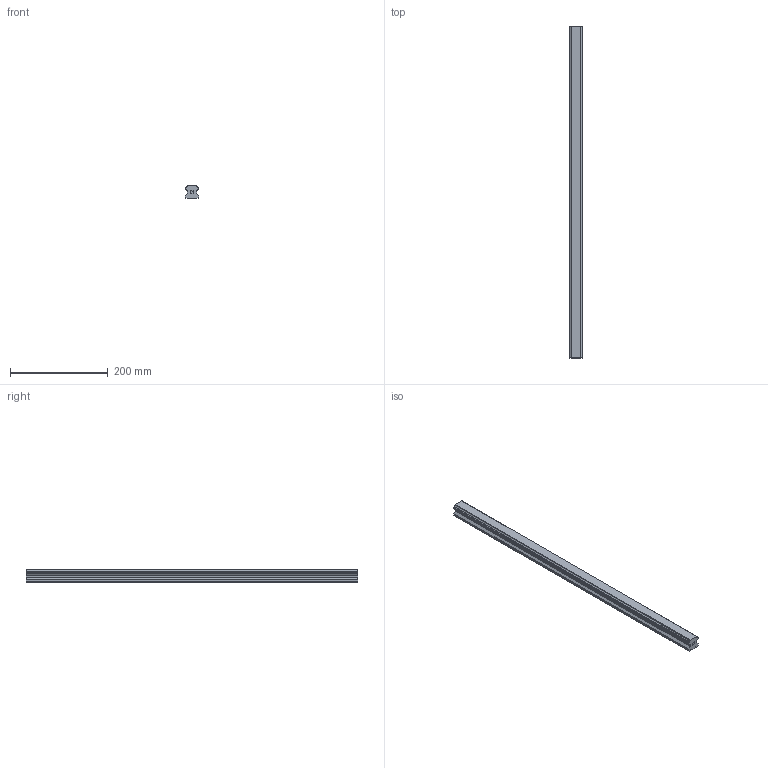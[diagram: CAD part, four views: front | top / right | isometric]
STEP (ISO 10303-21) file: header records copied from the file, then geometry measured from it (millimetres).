
FILE_DESCRIPTION(('STEP AP214'),'1');
FILE_NAME('cctmp_E48A24E7-0875-4E11-AE2C-5407F255CBE5_2021_01_26_13_23_17_0504..stp','2021-01-26T12:23:17',('HIWIN GmbH'),('CADClick - www.CADClick.com'),'Spatial InterOp 3D',' ','unknown authorization');
FILE_SCHEMA(('AUTOMOTIVE_DESIGN'));
Length unit declared in the file: millimetre
Products named in the file (1): HGR30T680C_FILE
Bounding box: 28 x 680 x 26 mm (x, y, z)
Volume: 412226.3 mm3; surface area: 79345.1 mm2
Topology: 1 solids, 1 shells, 151 faces, 417 edges, 263 vertices
Faces by surface type: plane 93, cylinder 40, cone 18
Entity records: 5873 total; most frequent: CARTESIAN_POINT 814, ORIENTED_EDGE 798, DIRECTION 783, EDGE_CURVE 399, LINE 319, VECTOR 319, VERTEX_POINT 263, AXIS2_PLACEMENT_3D 232
